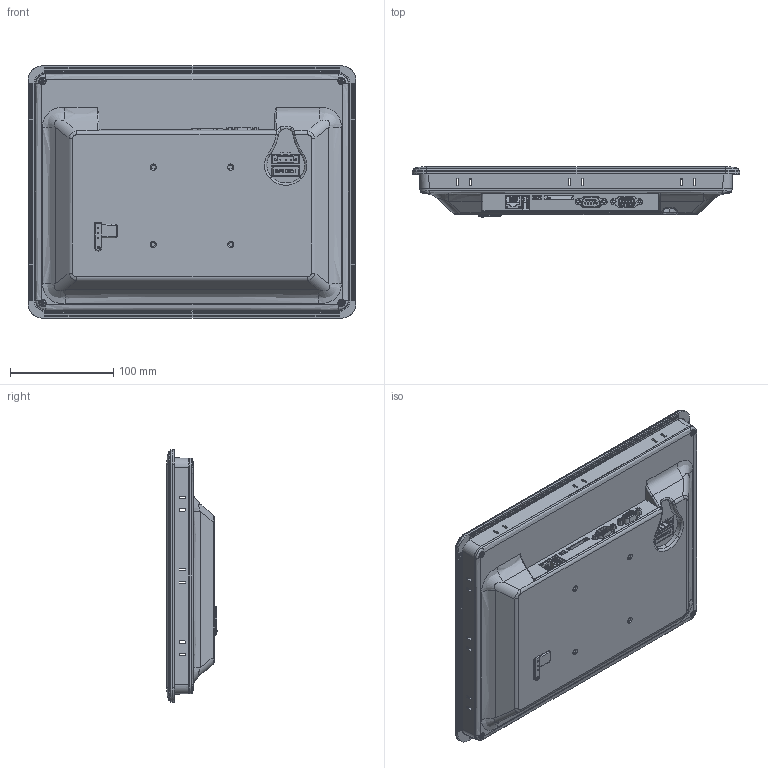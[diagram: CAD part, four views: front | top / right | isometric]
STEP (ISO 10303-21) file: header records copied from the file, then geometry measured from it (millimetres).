
FILE_DESCRIPTION (( 'STEP AP203' ), '1' );
FILE_NAME ('MT8121XE_.STEP', '2017-07-31T02:43:01', ( 'annayang' ), ( '' ), 'SwSTEP 2.0', 'SolidWorks 2011', '' );
FILE_SCHEMA (( 'CONFIG_CONTROL_DESIGN' ));
Length unit declared in the file: millimetre
Products named in the file (1): MT8121XE_
Bounding box: 317.34 x 48.7 x 244.14 mm (x, y, z)
Surface area: 289181.1 mm2 (no closed solid volume)
Topology: 0 solids, 41 shells, 845 faces, 3195 edges, 2365 vertices
Faces by surface type: plane 375, cylinder 279, bspline 95, cone 70, sphere 18, torus 8
Entity records: 39663 total; most frequent: CARTESIAN_POINT 14715, ORIENTED_EDGE 4931, DIRECTION 4620, EDGE_CURVE 3159, VERTEX_POINT 2347, LINE 1936, VECTOR 1936, AXIS2_PLACEMENT_3D 1342
